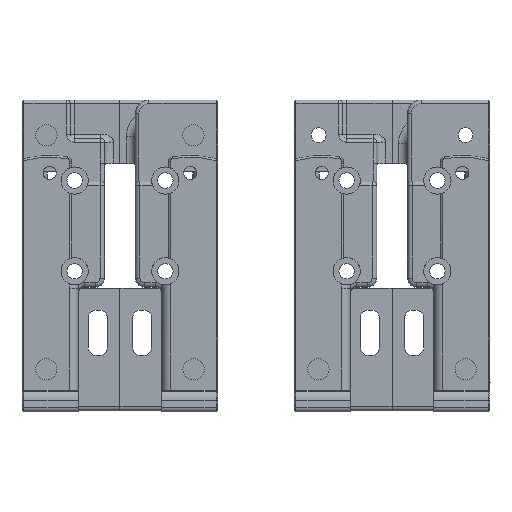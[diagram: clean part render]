
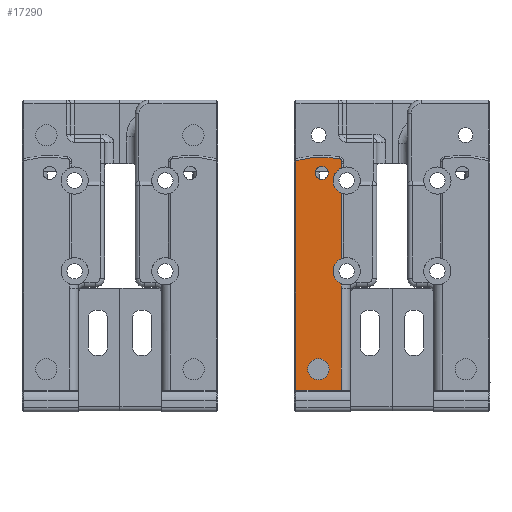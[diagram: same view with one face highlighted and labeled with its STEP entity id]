
A CAD part, front view. The second image highlights one B-rep face of the part: STEP entity #17290.
In plain terms, the highlighted planar face has unit normal (0, -1, 0).
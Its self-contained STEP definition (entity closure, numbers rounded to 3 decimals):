
#738=FACE_BOUND('',#2098,.T.);
#739=FACE_BOUND('',#2099,.T.);
#1071=FACE_OUTER_BOUND('',#2097,.T.);
#2097=EDGE_LOOP('',(#12804,#12805,#12806,#12807,#12808,#12809,#12810,#12811,
#12812,#12813,#12814,#12815));
#2098=EDGE_LOOP('',(#12816));
#2099=EDGE_LOOP('',(#12817));
#3134=CIRCLE('',#18534,3.);
#3135=CIRCLE('',#18535,3.);
#3136=CIRCLE('',#18536,0.6);
#3137=CIRCLE('',#18537,23.323);
#3138=CIRCLE('',#18538,2.35);
#3139=CIRCLE('',#18539,1.45);
#4189=LINE('',#27512,#5842);
#4190=LINE('',#27514,#5843);
#4191=LINE('',#27516,#5844);
#4192=LINE('',#27520,#5845);
#4193=LINE('',#27524,#5846);
#4194=LINE('',#27526,#5847);
#4195=LINE('',#27532,#5848);
#4196=LINE('',#27533,#5849);
#5842=VECTOR('',#21321,10.);
#5843=VECTOR('',#21322,10.);
#5844=VECTOR('',#21323,10.);
#5845=VECTOR('',#21326,10.);
#5846=VECTOR('',#21329,10.);
#5847=VECTOR('',#21330,10.);
#5848=VECTOR('',#21335,10.);
#5849=VECTOR('',#21336,10.);
#7511=VERTEX_POINT('',#27510);
#7512=VERTEX_POINT('',#27511);
#7513=VERTEX_POINT('',#27513);
#7514=VERTEX_POINT('',#27515);
#7515=VERTEX_POINT('',#27517);
#7516=VERTEX_POINT('',#27519);
#7517=VERTEX_POINT('',#27521);
#7518=VERTEX_POINT('',#27523);
#7519=VERTEX_POINT('',#27525);
#7520=VERTEX_POINT('',#27527);
#7521=VERTEX_POINT('',#27529);
#7522=VERTEX_POINT('',#27531);
#7523=VERTEX_POINT('',#27534);
#7524=VERTEX_POINT('',#27536);
#9433=EDGE_CURVE('',#7511,#7512,#4189,.T.);
#9434=EDGE_CURVE('',#7513,#7512,#4190,.T.);
#9435=EDGE_CURVE('',#7513,#7514,#4191,.T.);
#9436=EDGE_CURVE('',#7515,#7514,#3134,.T.);
#9437=EDGE_CURVE('',#7515,#7516,#4192,.T.);
#9438=EDGE_CURVE('',#7517,#7516,#3135,.T.);
#9439=EDGE_CURVE('',#7517,#7518,#4193,.T.);
#9440=EDGE_CURVE('',#7518,#7519,#4194,.T.);
#9441=EDGE_CURVE('',#7519,#7520,#3136,.T.);
#9442=EDGE_CURVE('',#7520,#7521,#3137,.T.);
#9443=EDGE_CURVE('',#7521,#7522,#4195,.T.);
#9444=EDGE_CURVE('',#7522,#7511,#4196,.T.);
#9445=EDGE_CURVE('',#7523,#7523,#3138,.F.);
#9446=EDGE_CURVE('',#7524,#7524,#3139,.T.);
#12804=ORIENTED_EDGE('',*,*,#9433,.T.);
#12805=ORIENTED_EDGE('',*,*,#9434,.F.);
#12806=ORIENTED_EDGE('',*,*,#9435,.T.);
#12807=ORIENTED_EDGE('',*,*,#9436,.F.);
#12808=ORIENTED_EDGE('',*,*,#9437,.T.);
#12809=ORIENTED_EDGE('',*,*,#9438,.F.);
#12810=ORIENTED_EDGE('',*,*,#9439,.T.);
#12811=ORIENTED_EDGE('',*,*,#9440,.T.);
#12812=ORIENTED_EDGE('',*,*,#9441,.T.);
#12813=ORIENTED_EDGE('',*,*,#9442,.T.);
#12814=ORIENTED_EDGE('',*,*,#9443,.T.);
#12815=ORIENTED_EDGE('',*,*,#9444,.T.);
#12816=ORIENTED_EDGE('',*,*,#9445,.T.);
#12817=ORIENTED_EDGE('',*,*,#9446,.F.);
#16656=PLANE('',#18533);
#17290=ADVANCED_FACE('',(#1071,#738,#739),#16656,.T.);
#18533=AXIS2_PLACEMENT_3D('',#27509,#21319,#21320);
#18534=AXIS2_PLACEMENT_3D('',#27518,#21324,#21325);
#18535=AXIS2_PLACEMENT_3D('',#27522,#21327,#21328);
#18536=AXIS2_PLACEMENT_3D('',#27528,#21331,#21332);
#18537=AXIS2_PLACEMENT_3D('',#27530,#21333,#21334);
#18538=AXIS2_PLACEMENT_3D('',#27535,#21337,#21338);
#18539=AXIS2_PLACEMENT_3D('',#27537,#21339,#21340);
#21319=DIRECTION('center_axis',(0.,-1.,0.));
#21320=DIRECTION('ref_axis',(1.,0.,0.));
#21321=DIRECTION('',(1.,0.,0.));
#21322=DIRECTION('',(0.,0.,-1.));
#21323=DIRECTION('',(0.,0.,1.));
#21324=DIRECTION('center_axis',(0.,-1.,0.));
#21325=DIRECTION('ref_axis',(-1.,0.,0.));
#21326=DIRECTION('',(0.,0.,1.));
#21327=DIRECTION('center_axis',(0.,-1.,0.));
#21328=DIRECTION('ref_axis',(-1.,0.,0.));
#21329=DIRECTION('',(0.,0.,1.));
#21330=DIRECTION('',(0.,0.,1.));
#21331=DIRECTION('center_axis',(0.,-1.,0.));
#21332=DIRECTION('ref_axis',(0.763,0.,0.647));
#21333=DIRECTION('center_axis',(0.,-1.,0.));
#21334=DIRECTION('ref_axis',(-0.042,0.,0.999));
#21335=DIRECTION('',(0.,0.,-1.));
#21336=DIRECTION('',(0.,0.,-1.));
#21337=DIRECTION('center_axis',(0.,-1.,0.));
#21338=DIRECTION('ref_axis',(1.,0.,0.));
#21339=DIRECTION('center_axis',(0.,-1.,0.));
#21340=DIRECTION('ref_axis',(-1.,0.,0.));
#27509=CARTESIAN_POINT('Origin',(-55.,2.,-13.329));
#27510=CARTESIAN_POINT('',(-76.2,2.,-36.205));
#27511=CARTESIAN_POINT('',(-66.2,2.,-36.205));
#27512=CARTESIAN_POINT('',(-66.525,2.,-36.205));
#27513=CARTESIAN_POINT('',(-66.2,2.,-13.806));
#27514=CARTESIAN_POINT('',(-66.2,2.,-6.868));
#27515=CARTESIAN_POINT('',(-66.2,2.,-12.75));
#27516=CARTESIAN_POINT('',(-66.2,2.,-11.417));
#27517=CARTESIAN_POINT('',(-66.1,2.,-7.209));
#27518=CARTESIAN_POINT('Origin',(-65.,2.,-10.));
#27519=CARTESIAN_POINT('',(-66.1,2.,7.209));
#27520=CARTESIAN_POINT('',(-66.1,2.,-11.417));
#27521=CARTESIAN_POINT('',(-66.1,2.,12.791));
#27522=CARTESIAN_POINT('Origin',(-65.,2.,10.));
#27523=CARTESIAN_POINT('',(-66.1,2.,13.694));
#27524=CARTESIAN_POINT('',(-66.1,2.,-11.417));
#27525=CARTESIAN_POINT('',(-66.1,2.,14.243));
#27526=CARTESIAN_POINT('',(-66.1,2.,-11.417));
#27527=CARTESIAN_POINT('',(-66.602,2.,14.835));
#27528=CARTESIAN_POINT('Origin',(-66.7,2.,14.243));
#27529=CARTESIAN_POINT('',(-76.2,2.,14.413));
#27530=CARTESIAN_POINT('Origin',(-70.4,2.,-8.177));
#27531=CARTESIAN_POINT('',(-76.2,2.,13.694));
#27532=CARTESIAN_POINT('',(-76.2,2.,-4.218));
#27533=CARTESIAN_POINT('',(-76.2,2.,-4.218));
#27534=CARTESIAN_POINT('',(-73.6,2.,-31.604));
#27535=CARTESIAN_POINT('Origin',(-71.25,2.,-31.604));
#27536=CARTESIAN_POINT('',(-69.05,2.,11.696));
#27537=CARTESIAN_POINT('Origin',(-70.5,2.,11.696));
